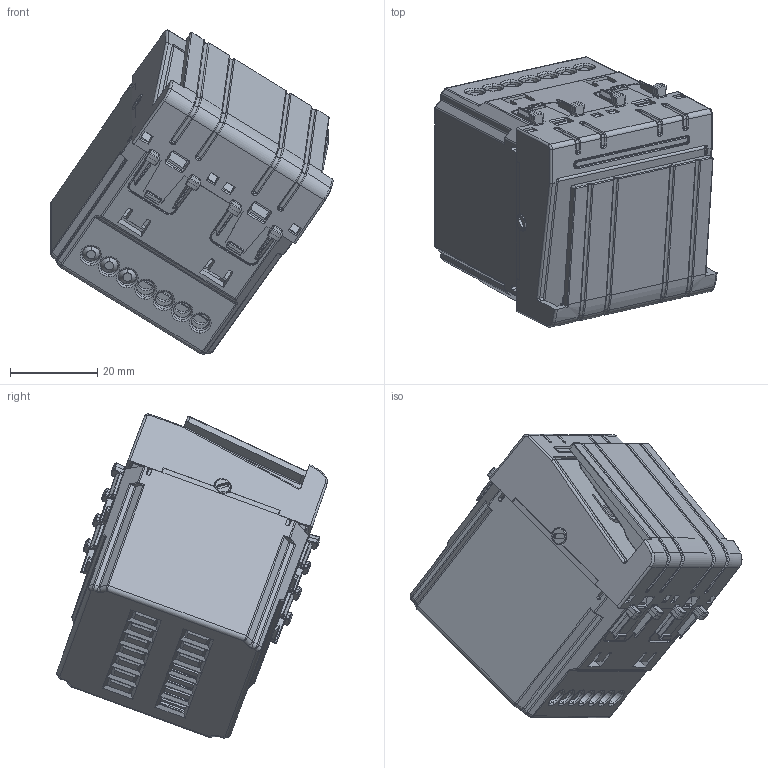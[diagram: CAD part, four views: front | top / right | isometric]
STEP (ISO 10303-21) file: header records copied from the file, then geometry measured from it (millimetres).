
FILE_DESCRIPTION(('CATIA V5 STEP Exchange'),'2;1');
FILE_NAME('44@GA33N_AllCATPart.stp','2025-02-06T10:12:40+00:00',('none'),('none'),'CATIA Version 5-6 Release 2016 SP6','CATIA V5 STEP AP203','none');
FILE_SCHEMA(('CONFIG_CONTROL_DESIGN'));
Products named in the file (1): 44@GA33N_AllCATPart
Bounding box: 64.71 x 62.04 x 74.32 mm (x, y, z)
Volume: 32017 mm3; surface area: 42716.2 mm2
Topology: 12 solids, 14 shells, 5616 faces, 14825 edges, 9272 vertices
Faces by surface type: plane 2357, cylinder 1488, bspline 1338, torus 147, sphere 132, cone 89, extrusion 57, revolution 8
Entity records: 234342 total; most frequent: CARTESIAN_POINT 115707, ORIENTED_EDGE 29278, DIRECTION 15913, EDGE_CURVE 14639, VERTEX_POINT 9264, VECTOR 7007, LINE 6950, EDGE_LOOP 5983
